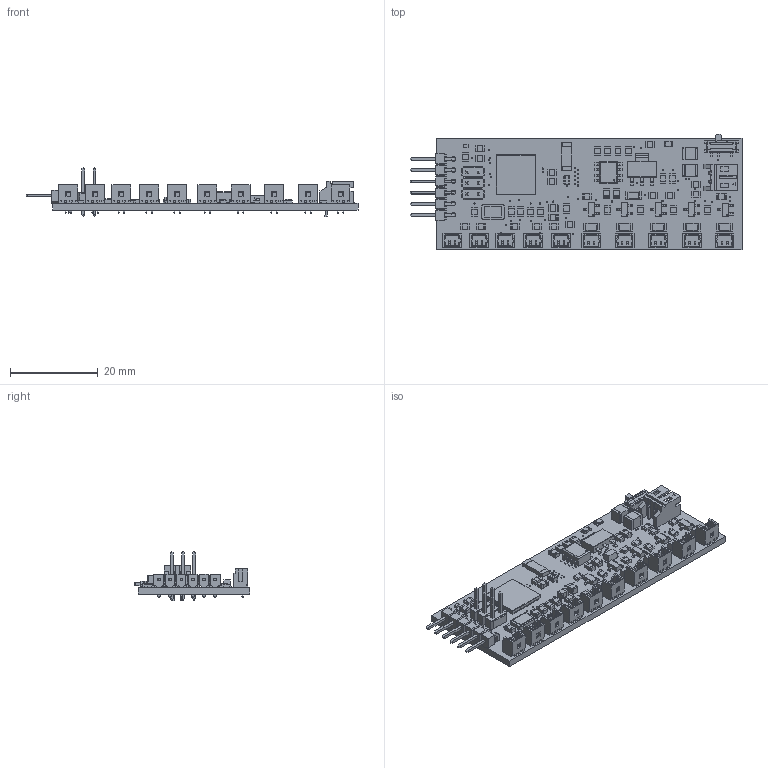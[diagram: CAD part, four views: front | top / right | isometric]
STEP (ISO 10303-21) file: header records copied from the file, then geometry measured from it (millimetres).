
FILE_DESCRIPTION(/* description */ (''),/* implementation_level */ '2;1');
FILE_NAME(/* name */ 'f549cda9-dcb4-4a64-920a-8f5d9696092c.stp',/* time_stamp */ '2018-08-07T21:20:52-07:00',/* author */ ('Colin Keef'),/* organization */ (''),/* preprocessor_version */ 'ST-DEVELOPER v17',/* originating_system */ 'Autodesk Translation Framework v7.1.0.215',/* authorisation */ '');
FILE_SCHEMA (('AUTOMOTIVE_DESIGN { 1 0 10303 214 3 1 1 }'));
Products named in the file (33): TouchGlove; PCB Component; Board; 2.45GHz; AVRISP; Dual TH withbump format; 50/100; 1uF/25V; 100uF/10V; 1A/50V; 150mA/75V; 10K; FTDI; _TSW-106-08-T-S-RA_body; _T-1S6-08-TSW-1-08-6-RA-S; GREEN; base; cover; housing; marking; base_2; 7.4V; ATMEGA128RFA1; SI2302CDS 2.9A/20V; 2PT_GND_TIE; 300mA/4V; 1A/3.3V; TL1963A-33 1.5A/3.3V; 16 MHz; Molex VERT 1.25mm pitch; PIB_LOGO_10MM; 100; 10uH
Assembly tree (89 placements, depth 4):
  TouchGlove
    PCB Component
      Board
      2.45GHz
      AVRISP
        Dual TH withbump format  x3
      50/100
      1uF/25V  x19
      100uF/10V  x2
      1A/50V  x6
      150mA/75V
      10K  x5
      FTDI
        _TSW-106-08-T-S-RA_body
        _T-1S6-08-TSW-1-08-6-RA-S
      GREEN
        base
        cover
        housing
        marking  x2
        base_2
      7.4V
      ATMEGA128RFA1
      SI2302CDS 2.9A/20V  x5
      100  x17
      2PT_GND_TIE  x2
      300mA/4V
      1A/3.3V
      TL1963A-33 1.5A/3.3V
      16 MHz
      Molex VERT 1.25mm pitch  x5
      PIB_LOGO_10MM
      10uH  x2
Bounding box: 75.57 x 26.22 x 11.29 mm (x, y, z)
Volume: 3808.9 mm3; surface area: 8008.4 mm2
Topology: 129 solids, 129 shells, 5653 faces, 13275 edges, 8040 vertices
Faces by surface type: plane 3569, cylinder 1419, sphere 660, bspline 3, cone 2
Full cylindrical faces by diameter (mm): 0.254 x85, 0.3 x6, 0.5 x20, 0.8 x4, 0.9 x2, 1.016 x12
Entity records: 75287 total; most frequent: CARTESIAN_POINT 12608, ORIENTED_EDGE 12290, DIRECTION 12104, EDGE_CURVE 6145, LINE 5226, VECTOR 5226, VERTEX_POINT 3916, AXIS2_PLACEMENT_3D 3439
